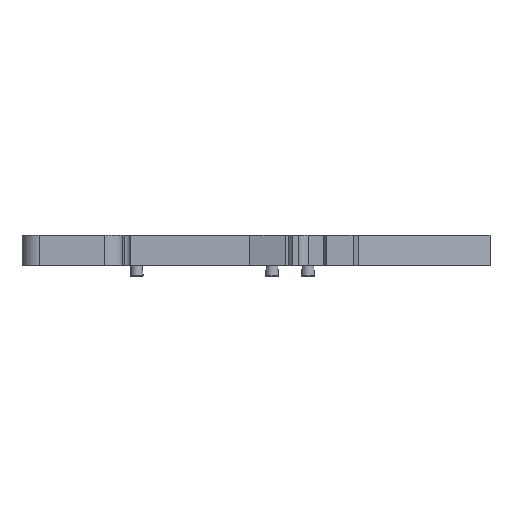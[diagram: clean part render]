
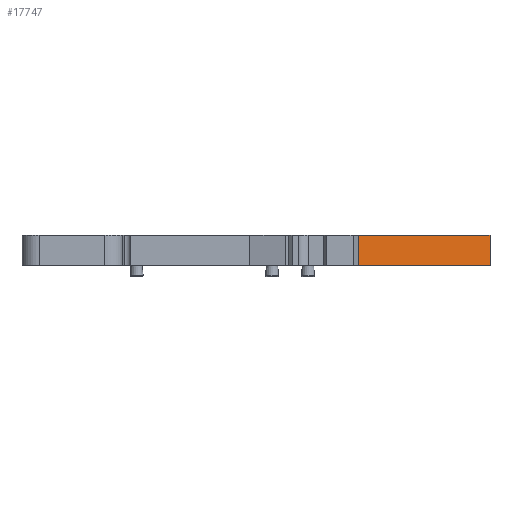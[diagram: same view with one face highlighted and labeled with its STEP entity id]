
A CAD part, front view. The second image highlights one B-rep face of the part: STEP entity #17747.
In plain terms, the highlighted planar face has unit normal (0.174, -0.985, 0).
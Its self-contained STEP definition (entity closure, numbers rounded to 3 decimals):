
#129 = DIRECTION ( 'NONE',  ( 0.985, 0.174, 0. ) ) ;
#635 = VERTEX_POINT ( 'NONE', #15844 ) ;
#860 = LINE ( 'NONE', #1790, #19133 ) ;
#1790 = CARTESIAN_POINT ( 'NONE',  ( 65.279, 7.162, 5. ) ) ;
#3652 = LINE ( 'NONE', #12038, #7654 ) ;
#4325 = CARTESIAN_POINT ( 'NONE',  ( 65.279, 7.162, 87.866 ) ) ;
#5338 = FACE_OUTER_BOUND ( 'NONE', #17832, .T. ) ;
#5826 = CARTESIAN_POINT ( 'NONE',  ( 43.693, 3.356, 0. ) ) ;
#6018 = CARTESIAN_POINT ( 'NONE',  ( 65.279, 7.162, 87.866 ) ) ;
#6061 = DIRECTION ( 'NONE',  ( -0.985, -0.174, 0. ) ) ;
#6468 = CARTESIAN_POINT ( 'NONE',  ( 65.279, 7.162, 0. ) ) ;
#6525 = VERTEX_POINT ( 'NONE', #6468 ) ;
#6826 = ORIENTED_EDGE ( 'NONE', *, *, #14000, .F. ) ;
#7000 = AXIS2_PLACEMENT_3D ( 'NONE', #4325, #16302, #6061 ) ;
#7654 = VECTOR ( 'NONE', #129, 1000. ) ;
#8331 = LINE ( 'NONE', #6018, #17473 ) ;
#9035 = ORIENTED_EDGE ( 'NONE', *, *, #14293, .F. ) ;
#9591 = VERTEX_POINT ( 'NONE', #5826 ) ;
#9941 = VECTOR ( 'NONE', #16611, 1000. ) ;
#10492 = LINE ( 'NONE', #14905, #9941 ) ;
#12030 = VERTEX_POINT ( 'NONE', #18617 ) ;
#12038 = CARTESIAN_POINT ( 'NONE',  ( 65.279, 7.162, 0. ) ) ;
#12951 = ORIENTED_EDGE ( 'NONE', *, *, #20428, .T. ) ;
#13607 = EDGE_CURVE ( 'NONE', #9591, #12030, #10492, .T. ) ;
#14000 = EDGE_CURVE ( 'NONE', #635, #6525, #8331, .T. ) ;
#14293 = EDGE_CURVE ( 'NONE', #12030, #635, #860, .T. ) ;
#14905 = CARTESIAN_POINT ( 'NONE',  ( 43.693, 3.356, 87.866 ) ) ;
#15844 = CARTESIAN_POINT ( 'NONE',  ( 65.279, 7.162, 5. ) ) ;
#16302 = DIRECTION ( 'NONE',  ( -0.174, 0.985, 0. ) ) ;
#16611 = DIRECTION ( 'NONE',  ( 0., 0., 1. ) ) ;
#17473 = VECTOR ( 'NONE', #18040, 1000. ) ;
#17747 = ADVANCED_FACE ( 'NONE', ( #5338 ), #19760, .F. ) ;
#17832 = EDGE_LOOP ( 'NONE', ( #9035, #21975, #12951, #6826 ) ) ;
#18040 = DIRECTION ( 'NONE',  ( 0., 0., -1. ) ) ;
#18617 = CARTESIAN_POINT ( 'NONE',  ( 43.693, 3.356, 5. ) ) ;
#18891 = DIRECTION ( 'NONE',  ( 0.985, 0.174, 0. ) ) ;
#19133 = VECTOR ( 'NONE', #18891, 1000. ) ;
#19760 = PLANE ( 'NONE',  #7000 ) ;
#20428 = EDGE_CURVE ( 'NONE', #9591, #6525, #3652, .T. ) ;
#21975 = ORIENTED_EDGE ( 'NONE', *, *, #13607, .F. ) ;
